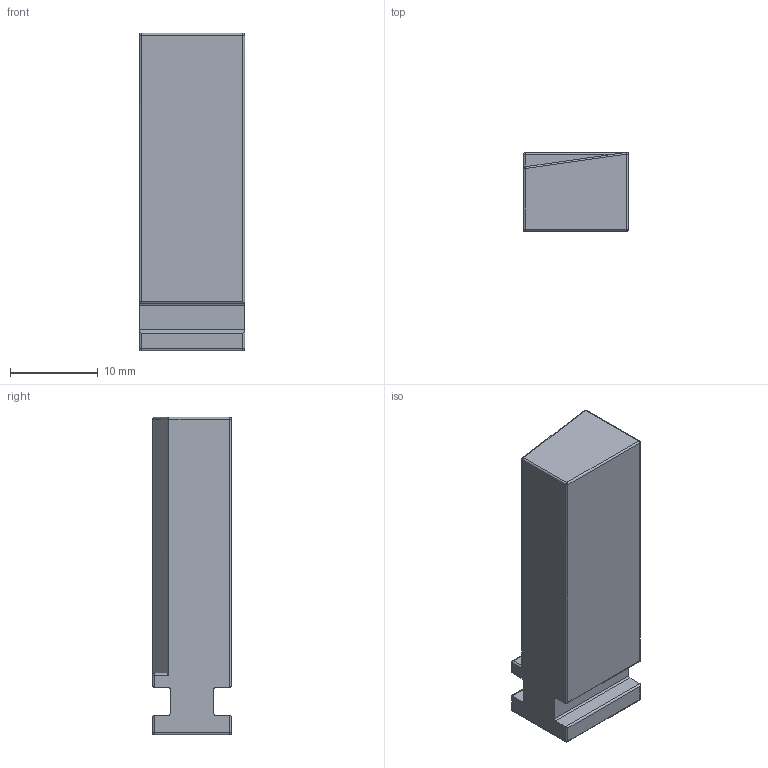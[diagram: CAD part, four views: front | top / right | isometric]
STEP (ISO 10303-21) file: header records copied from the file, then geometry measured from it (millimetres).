
FILE_DESCRIPTION(('Open CASCADE Model'),'2;1');
FILE_NAME('Open CASCADE Shape Model','2025-11-03T08:07:02',('Author'),( 'Open CASCADE'),'Open CASCADE STEP processor 7.8','build123d', 'Unknown');
FILE_SCHEMA(('AUTOMOTIVE_DESIGN { 1 0 10303 214 1 1 1 1 }'));
Length unit declared in the file: millimetre
Products named in the file (1): SOLID
Bounding box: 12 x 9 x 36.2 mm (x, y, z)
Volume: 3458.6 mm3; surface area: 1733 mm2
Topology: 1 solids, 1 shells, 55 faces, 131 edges, 69 vertices
Faces by surface type: cylinder 29, plane 16, sphere 10
Entity records: 3244 total; most frequent: CARTESIAN_POINT 801, DIRECTION 454, ORIENTED_EDGE 244, PCURVE 244, DEFINITIONAL_REPRESENTATION 244, LINE 236, VECTOR 236, EDGE_CURVE 122
